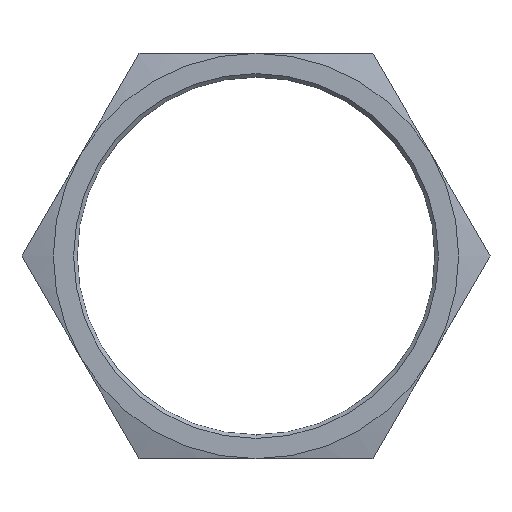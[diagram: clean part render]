
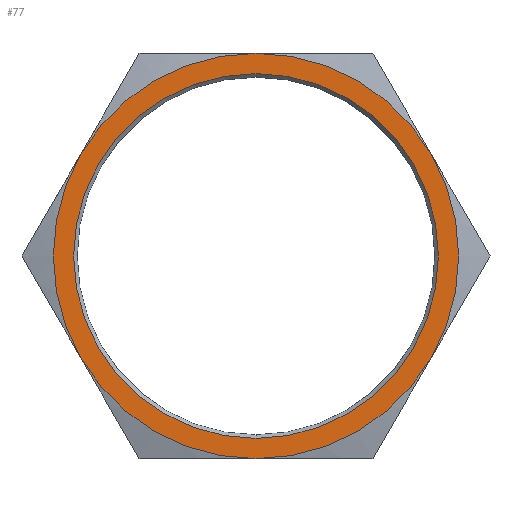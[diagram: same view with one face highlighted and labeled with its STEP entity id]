
A CAD part, left-side view. The second image highlights one B-rep face of the part: STEP entity #77.
In plain terms, the highlighted planar face has unit normal (-1, 0, 0).
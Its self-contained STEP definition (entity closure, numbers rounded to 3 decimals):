
#11 = EDGE_CURVE ( 'NONE', #259, #258, #316, .T. ) ;
#12 = EDGE_CURVE ( 'NONE', #250, #265, #314, .T. ) ;
#13 = EDGE_CURVE ( 'NONE', #265, #275, #317, .T. ) ;
#14 = EDGE_CURVE ( 'NONE', #275, #272, #319, .T. ) ;
#15 = EDGE_CURVE ( 'NONE', #272, #268, #320, .T. ) ;
#16 = EDGE_CURVE ( 'NONE', #268, #245, #321, .T. ) ;
#17 = EDGE_CURVE ( 'NONE', #245, #250, #322, .T. ) ;
#40 = EDGE_CURVE ( 'NONE', #258, #259, #339, .T. ) ;
#77 = ADVANCED_FACE ( 'NONE', ( #659, #667 ), #743, .F. ) ;
#121 = CARTESIAN_POINT ( 'NONE',  ( 0., 0., 0. ) ) ;
#122 = DIRECTION ( 'NONE',  ( 1., 0., 0. ) ) ;
#123 = DIRECTION ( 'NONE',  ( 0., 0., -1. ) ) ;
#124 = CARTESIAN_POINT ( 'NONE',  ( 0., 0., 0. ) ) ;
#125 = DIRECTION ( 'NONE',  ( -1., 0., 0. ) ) ;
#126 = DIRECTION ( 'NONE',  ( 0., 0., 1. ) ) ;
#127 = CARTESIAN_POINT ( 'NONE',  ( 0., 0., 0. ) ) ;
#128 = DIRECTION ( 'NONE',  ( -1., 0., 0. ) ) ;
#129 = DIRECTION ( 'NONE',  ( 0., 0., 1. ) ) ;
#130 = CARTESIAN_POINT ( 'NONE',  ( 0., 0., 0. ) ) ;
#131 = DIRECTION ( 'NONE',  ( -1., 0., 0. ) ) ;
#132 = DIRECTION ( 'NONE',  ( 0., 0., 1. ) ) ;
#133 = CARTESIAN_POINT ( 'NONE',  ( 0., 0., 0. ) ) ;
#134 = DIRECTION ( 'NONE',  ( -1., 0., 0. ) ) ;
#135 = DIRECTION ( 'NONE',  ( 0., 0., 1. ) ) ;
#138 = CARTESIAN_POINT ( 'NONE',  ( 0., 0., 0. ) ) ;
#139 = DIRECTION ( 'NONE',  ( -1., 0., 0. ) ) ;
#140 = DIRECTION ( 'NONE',  ( 0., 0., 1. ) ) ;
#141 = CARTESIAN_POINT ( 'NONE',  ( 0., 0., 0. ) ) ;
#142 = DIRECTION ( 'NONE',  ( -1., 0., 0. ) ) ;
#143 = DIRECTION ( 'NONE',  ( 0., 0., 1. ) ) ;
#245 = VERTEX_POINT ( 'NONE', #787 ) ;
#250 = VERTEX_POINT ( 'NONE', #791 ) ;
#258 = VERTEX_POINT ( 'NONE', #785 ) ;
#259 = VERTEX_POINT ( 'NONE', #797 ) ;
#265 = VERTEX_POINT ( 'NONE', #802 ) ;
#268 = VERTEX_POINT ( 'NONE', #805 ) ;
#272 = VERTEX_POINT ( 'NONE', #809 ) ;
#275 = VERTEX_POINT ( 'NONE', #812 ) ;
#283 = EDGE_LOOP ( 'NONE', ( #368, #369, #364, #371, #372, #367 ) ) ;
#290 = EDGE_LOOP ( 'NONE', ( #366, #361 ) ) ;
#314 = CIRCLE ( 'NONE', #445, 50. ) ;
#316 = CIRCLE ( 'NONE', #444, 45. ) ;
#317 = CIRCLE ( 'NONE', #446, 50. ) ;
#319 = CIRCLE ( 'NONE', #447, 50. ) ;
#320 = CIRCLE ( 'NONE', #448, 50. ) ;
#321 = CIRCLE ( 'NONE', #449, 50. ) ;
#322 = CIRCLE ( 'NONE', #450, 50. ) ;
#339 = CIRCLE ( 'NONE', #454, 45. ) ;
#361 = ORIENTED_EDGE ( 'NONE', *, *, #11, .T. ) ;
#364 = ORIENTED_EDGE ( 'NONE', *, *, #14, .T. ) ;
#366 = ORIENTED_EDGE ( 'NONE', *, *, #40, .T. ) ;
#367 = ORIENTED_EDGE ( 'NONE', *, *, #17, .T. ) ;
#368 = ORIENTED_EDGE ( 'NONE', *, *, #12, .T. ) ;
#369 = ORIENTED_EDGE ( 'NONE', *, *, #13, .T. ) ;
#371 = ORIENTED_EDGE ( 'NONE', *, *, #15, .T. ) ;
#372 = ORIENTED_EDGE ( 'NONE', *, *, #16, .T. ) ;
#444 = AXIS2_PLACEMENT_3D ( 'NONE', #121, #122, #123 ) ;
#445 = AXIS2_PLACEMENT_3D ( 'NONE', #124, #125, #126 ) ;
#446 = AXIS2_PLACEMENT_3D ( 'NONE', #127, #128, #129 ) ;
#447 = AXIS2_PLACEMENT_3D ( 'NONE', #130, #131, #132 ) ;
#448 = AXIS2_PLACEMENT_3D ( 'NONE', #133, #134, #135 ) ;
#449 = AXIS2_PLACEMENT_3D ( 'NONE', #138, #139, #140 ) ;
#450 = AXIS2_PLACEMENT_3D ( 'NONE', #141, #142, #143 ) ;
#454 = AXIS2_PLACEMENT_3D ( 'NONE', #527, #528, #529 ) ;
#470 = AXIS2_PLACEMENT_3D ( 'NONE', #740, #745, #746 ) ;
#527 = CARTESIAN_POINT ( 'NONE',  ( 0., 0., 0. ) ) ;
#528 = DIRECTION ( 'NONE',  ( 1., 0., 0. ) ) ;
#529 = DIRECTION ( 'NONE',  ( 0., 0., -1. ) ) ;
#659 = FACE_BOUND ( 'NONE', #290, .T. ) ;
#667 = FACE_OUTER_BOUND ( 'NONE', #283, .T. ) ;
#740 = CARTESIAN_POINT ( 'NONE',  ( 0., 57.735, 0. ) ) ;
#743 = PLANE ( 'NONE',  #470 ) ;
#745 = DIRECTION ( 'NONE',  ( 1., 0., 0. ) ) ;
#746 = DIRECTION ( 'NONE',  ( 0., 0., -1. ) ) ;
#785 = CARTESIAN_POINT ( 'NONE',  ( 0., 0., 45. ) ) ;
#787 = CARTESIAN_POINT ( 'NONE',  ( 0., 43.301, 25. ) ) ;
#791 = CARTESIAN_POINT ( 'NONE',  ( 0., 43.301, -25. ) ) ;
#797 = CARTESIAN_POINT ( 'NONE',  ( 0., 0., -45. ) ) ;
#802 = CARTESIAN_POINT ( 'NONE',  ( 0., 0., -50. ) ) ;
#805 = CARTESIAN_POINT ( 'NONE',  ( 0., 0., 50. ) ) ;
#809 = CARTESIAN_POINT ( 'NONE',  ( 0., -43.301, 25. ) ) ;
#812 = CARTESIAN_POINT ( 'NONE',  ( 0., -43.301, -25. ) ) ;
